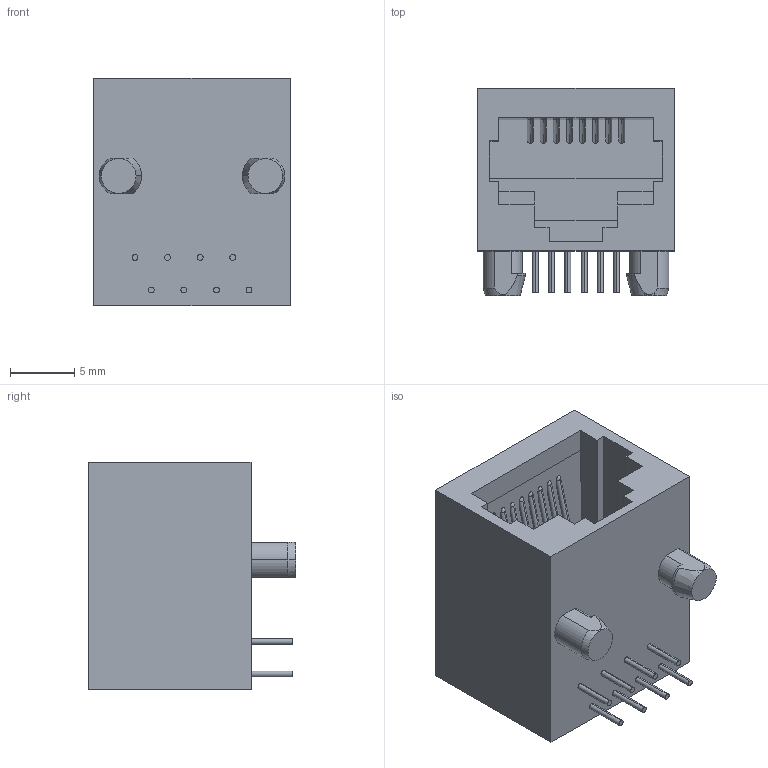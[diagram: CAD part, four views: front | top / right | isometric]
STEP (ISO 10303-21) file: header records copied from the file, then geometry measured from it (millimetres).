
FILE_DESCRIPTION (( 'STEP AP214' ), '1' );
FILE_NAME ('54602-908LF.step', '2023-06-28T21:04:20', ( '' ), ( '' ), 'SwSTEP 2.0', 'SolidWorks 2021', '' );
FILE_SCHEMA (( 'AUTOMOTIVE_DESIGN' ));
Length unit declared in the file: millimetre
Products named in the file (1): 54602-908LF
Bounding box: 15.3 x 16.2 x 17.74 mm (x, y, z)
Volume: 2406.9 mm3; surface area: 2102.4 mm2
Topology: 17 solids, 17 shells, 146 faces, 325 edges, 216 vertices
Faces by surface type: plane 90, cylinder 40, torus 8, cone 8
Entity records: 5464 total; most frequent: CARTESIAN_POINT 2051, ORIENTED_EDGE 650, DIRECTION 641, EDGE_CURVE 325, AXIS2_PLACEMENT_3D 221, VERTEX_POINT 216, LINE 199, VECTOR 199
